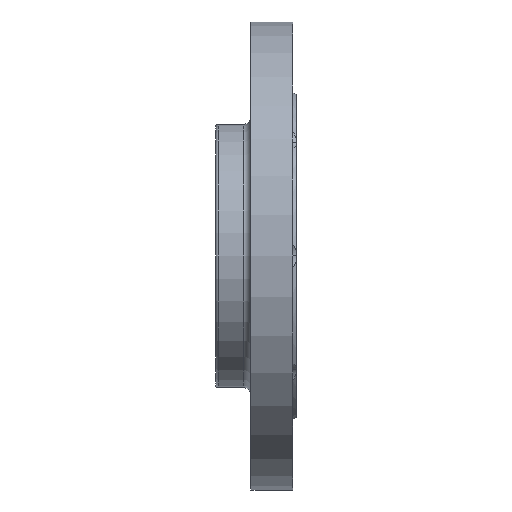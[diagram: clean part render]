
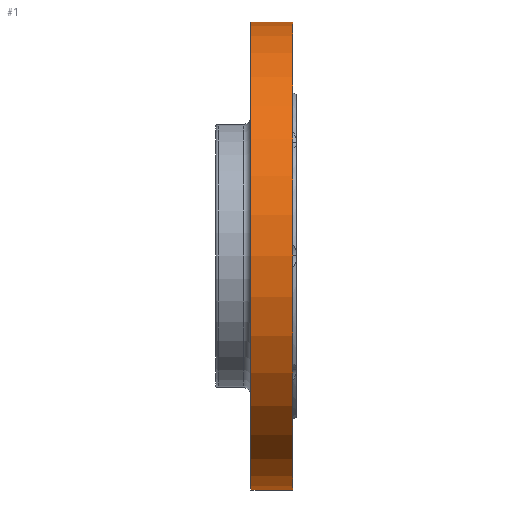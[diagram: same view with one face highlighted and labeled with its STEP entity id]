
A CAD part, left-side view. The second image highlights one B-rep face of the part: STEP entity #1.
In plain terms, the highlighted cylindrical face has radius 92.5 mm (diameter 185 mm), a partial arc.
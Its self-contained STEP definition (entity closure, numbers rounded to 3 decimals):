
#1 = ADVANCED_FACE ( 'NONE', ( #1562 ), #87, .T. ) ;
#87 = CYLINDRICAL_SURFACE ( 'NONE', #189, 92.5 ) ;
#97 = CARTESIAN_POINT ( 'NONE',  ( 0., 84.699, 0. ) ) ;
#162 = AXIS2_PLACEMENT_3D ( 'NONE', #1377, #1494, #248 ) ;
#189 = AXIS2_PLACEMENT_3D ( 'NONE', #97, #339, #445 ) ;
#226 = CARTESIAN_POINT ( 'NONE',  ( 0., 84.699, -92.5 ) ) ;
#248 = DIRECTION ( 'NONE',  ( 0., 0., 1. ) ) ;
#282 = CARTESIAN_POINT ( 'NONE',  ( 0., 18., 0. ) ) ;
#339 = DIRECTION ( 'NONE',  ( 0., 1., 0. ) ) ;
#384 = ORIENTED_EDGE ( 'NONE', *, *, #724, .F. ) ;
#396 = DIRECTION ( 'NONE',  ( 0., 1., 0. ) ) ;
#422 = DIRECTION ( 'NONE',  ( 0., 0., 1. ) ) ;
#445 = DIRECTION ( 'NONE',  ( 0., 0., 1. ) ) ;
#566 = ORIENTED_EDGE ( 'NONE', *, *, #1423, .T. ) ;
#602 = CIRCLE ( 'NONE', #162, 92.5 ) ;
#661 = ORIENTED_EDGE ( 'NONE', *, *, #1020, .F. ) ;
#670 = CARTESIAN_POINT ( 'NONE',  ( 0., 18., -92.5 ) ) ;
#692 = VECTOR ( 'NONE', #1492, 1000. ) ;
#724 = EDGE_CURVE ( 'NONE', #761, #918, #1448, .T. ) ;
#761 = VERTEX_POINT ( 'NONE', #670 ) ;
#782 = VERTEX_POINT ( 'NONE', #1137 ) ;
#918 = VERTEX_POINT ( 'NONE', #1049 ) ;
#919 = VECTOR ( 'NONE', #1479, 1000. ) ;
#964 = LINE ( 'NONE', #226, #919 ) ;
#1020 = EDGE_CURVE ( 'NONE', #1268, #761, #964, .T. ) ;
#1049 = CARTESIAN_POINT ( 'NONE',  ( 0., 18., 92.5 ) ) ;
#1082 = CARTESIAN_POINT ( 'NONE',  ( 0., 1.5, -92.5 ) ) ;
#1116 = ORIENTED_EDGE ( 'NONE', *, *, #1248, .T. ) ;
#1136 = LINE ( 'NONE', #1237, #692 ) ;
#1137 = CARTESIAN_POINT ( 'NONE',  ( 0., 1.5, 92.5 ) ) ;
#1237 = CARTESIAN_POINT ( 'NONE',  ( 0., 84.699, 92.5 ) ) ;
#1248 = EDGE_CURVE ( 'NONE', #782, #918, #1136, .T. ) ;
#1268 = VERTEX_POINT ( 'NONE', #1082 ) ;
#1286 = EDGE_LOOP ( 'NONE', ( #661, #566, #1116, #384 ) ) ;
#1377 = CARTESIAN_POINT ( 'NONE',  ( 0., 1.5, 0. ) ) ;
#1423 = EDGE_CURVE ( 'NONE', #1268, #782, #602, .T. ) ;
#1448 = CIRCLE ( 'NONE', #1598, 92.5 ) ;
#1479 = DIRECTION ( 'NONE',  ( 0., 1., 0. ) ) ;
#1492 = DIRECTION ( 'NONE',  ( 0., 1., 0. ) ) ;
#1494 = DIRECTION ( 'NONE',  ( 0., 1., 0. ) ) ;
#1562 = FACE_OUTER_BOUND ( 'NONE', #1286, .T. ) ;
#1598 = AXIS2_PLACEMENT_3D ( 'NONE', #282, #396, #422 ) ;
